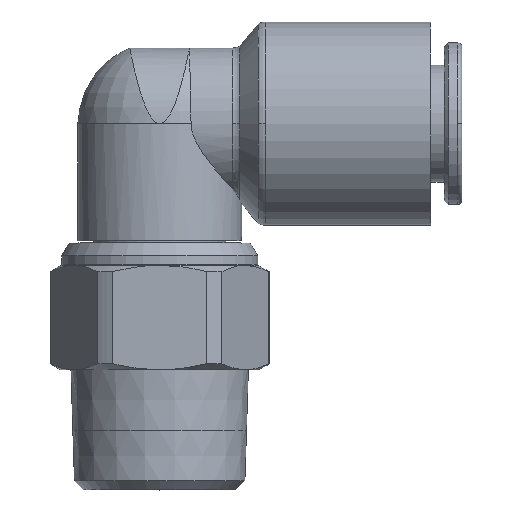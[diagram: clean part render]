
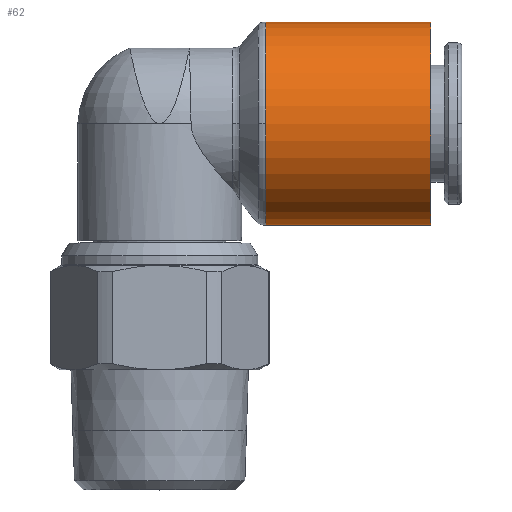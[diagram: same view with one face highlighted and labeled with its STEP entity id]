
A CAD part, top view. The second image highlights one B-rep face of the part: STEP entity #62.
In plain terms, the highlighted cylindrical face has radius 9.76 mm (diameter 19.52 mm), a partial arc.
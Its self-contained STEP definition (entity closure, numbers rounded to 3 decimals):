
#62=ADVANCED_FACE('',(#167),#168,.T.);
#167=FACE_OUTER_BOUND('',#353,.T.);
#168=CYLINDRICAL_SURFACE('',#354,9.76);
#353=EDGE_LOOP('',(#623,#624,#625,#626,#627));
#354=AXIS2_PLACEMENT_3D('',#628,#629,#630);
#623=ORIENTED_EDGE('',*,*,#1256,.F.);
#624=ORIENTED_EDGE('',*,*,#1257,.T.);
#625=ORIENTED_EDGE('',*,*,#1258,.T.);
#626=ORIENTED_EDGE('',*,*,#1259,.F.);
#627=ORIENTED_EDGE('',*,*,#1260,.F.);
#628=CARTESIAN_POINT('',(18.096,35.135,0.0));
#629=DIRECTION('',(1.0,0.0,0.0));
#630=DIRECTION('',(0.0,1.0,0.0));
#1256=EDGE_CURVE('',#1521,#1522,#1523,.T.);
#1257=EDGE_CURVE('',#1521,#1524,#1525,.T.);
#1258=EDGE_CURVE('',#1524,#1526,#1527,.T.);
#1259=EDGE_CURVE('',#1528,#1526,#1529,.T.);
#1260=EDGE_CURVE('',#1522,#1528,#1530,.T.);
#1521=VERTEX_POINT('',#2136);
#1522=VERTEX_POINT('',#2137);
#1523=LINE('',#2138,#2139);
#1524=VERTEX_POINT('',#2140);
#1525=CIRCLE('',#2141,9.76);
#1526=VERTEX_POINT('',#2142);
#1527=CIRCLE('',#2143,9.76);
#1528=VERTEX_POINT('',#2144);
#1529=LINE('',#2145,#2146);
#1530=CIRCLE('',#2147,9.76);
#2136=CARTESIAN_POINT('',(10.169,44.894,0.0));
#2137=CARTESIAN_POINT('',(26.024,44.894,0.0));
#2138=CARTESIAN_POINT('',(18.096,44.894,0.));
#2139=VECTOR('',#2994,1.0);
#2140=CARTESIAN_POINT('',(10.169,35.135,9.76));
#2141=AXIS2_PLACEMENT_3D('',#2995,#2996,#2997);
#2142=CARTESIAN_POINT('',(10.169,25.375,0.));
#2143=AXIS2_PLACEMENT_3D('',#2998,#2999,#3000);
#2144=CARTESIAN_POINT('',(26.024,25.375,0.));
#2145=CARTESIAN_POINT('',(18.096,25.375,0.));
#2146=VECTOR('',#3001,1.0);
#2147=AXIS2_PLACEMENT_3D('',#3002,#3003,#3004);
#2994=DIRECTION('',(1.0,0.0,0.0));
#2995=CARTESIAN_POINT('',(10.169,35.135,0.0));
#2996=DIRECTION('',(1.0,0.0,0.0));
#2997=DIRECTION('',(0.0,1.0,0.0));
#2998=CARTESIAN_POINT('',(10.169,35.135,0.0));
#2999=DIRECTION('',(1.0,0.0,0.0));
#3000=DIRECTION('',(0.0,1.0,0.0));
#3001=DIRECTION('',(-1.0,-0.0,-0.0));
#3002=CARTESIAN_POINT('',(26.024,35.135,0.0));
#3003=DIRECTION('',(1.0,0.0,0.0));
#3004=DIRECTION('',(0.0,1.0,0.0));
